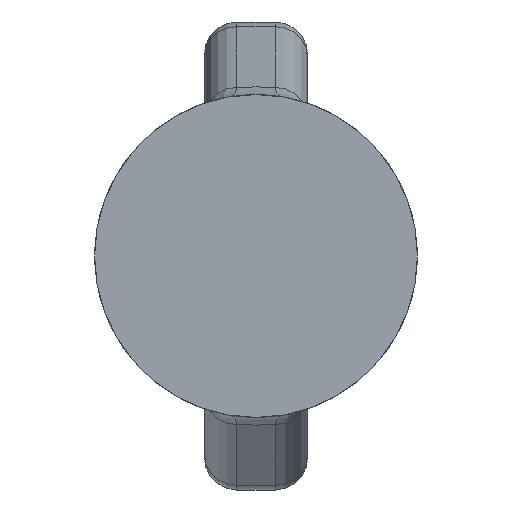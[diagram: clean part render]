
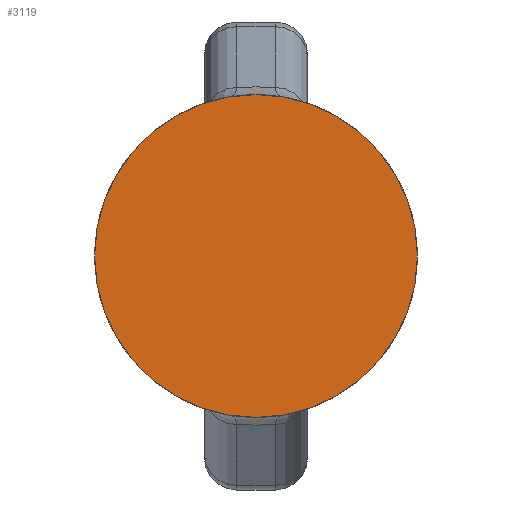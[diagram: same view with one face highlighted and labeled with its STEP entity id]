
A CAD part, left-side view. The second image highlights one B-rep face of the part: STEP entity #3119.
In plain terms, the highlighted planar face has unit normal (-1, 0, 0).
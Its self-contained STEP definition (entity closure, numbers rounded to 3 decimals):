
#238 = CIRCLE ( 'NONE', #2851, 5. ) ;
#570 = CARTESIAN_POINT ( 'NONE',  ( -425., 0., -5. ) ) ;
#590 = CIRCLE ( 'NONE', #11159, 5. ) ;
#795 = VERTEX_POINT ( 'NONE', #8760 ) ;
#926 = DIRECTION ( 'NONE',  ( 0., 0., -1. ) ) ;
#1513 = VERTEX_POINT ( 'NONE', #570 ) ;
#1697 = EDGE_LOOP ( 'NONE', ( #4682, #11043 ) ) ;
#1845 = DIRECTION ( 'NONE',  ( 1., 0., 0. ) ) ;
#2801 = FACE_OUTER_BOUND ( 'NONE', #1697, .T. ) ;
#2851 = AXIS2_PLACEMENT_3D ( 'NONE', #12580, #4307, #8867 ) ;
#3119 = ADVANCED_FACE ( 'NONE', ( #2801 ), #6599, .F. ) ;
#3432 = EDGE_CURVE ( 'NONE', #795, #1513, #238, .T. ) ;
#3827 = AXIS2_PLACEMENT_3D ( 'NONE', #5256, #1845, #12423 ) ;
#4307 = DIRECTION ( 'NONE',  ( 1., 0., 0. ) ) ;
#4682 = ORIENTED_EDGE ( 'NONE', *, *, #3432, .F. ) ;
#5256 = CARTESIAN_POINT ( 'NONE',  ( -425., 0., 0. ) ) ;
#6599 = PLANE ( 'NONE',  #3827 ) ;
#8760 = CARTESIAN_POINT ( 'NONE',  ( -425., 0., 5. ) ) ;
#8867 = DIRECTION ( 'NONE',  ( 0., 0., -1. ) ) ;
#11043 = ORIENTED_EDGE ( 'NONE', *, *, #14240, .F. ) ;
#11159 = AXIS2_PLACEMENT_3D ( 'NONE', #11292, #11448, #926 ) ;
#11292 = CARTESIAN_POINT ( 'NONE',  ( -425., 0., 0. ) ) ;
#11448 = DIRECTION ( 'NONE',  ( 1., 0., 0. ) ) ;
#12423 = DIRECTION ( 'NONE',  ( 0., 0., -1. ) ) ;
#12580 = CARTESIAN_POINT ( 'NONE',  ( -425., 0., 0. ) ) ;
#14240 = EDGE_CURVE ( 'NONE', #1513, #795, #590, .T. ) ;
